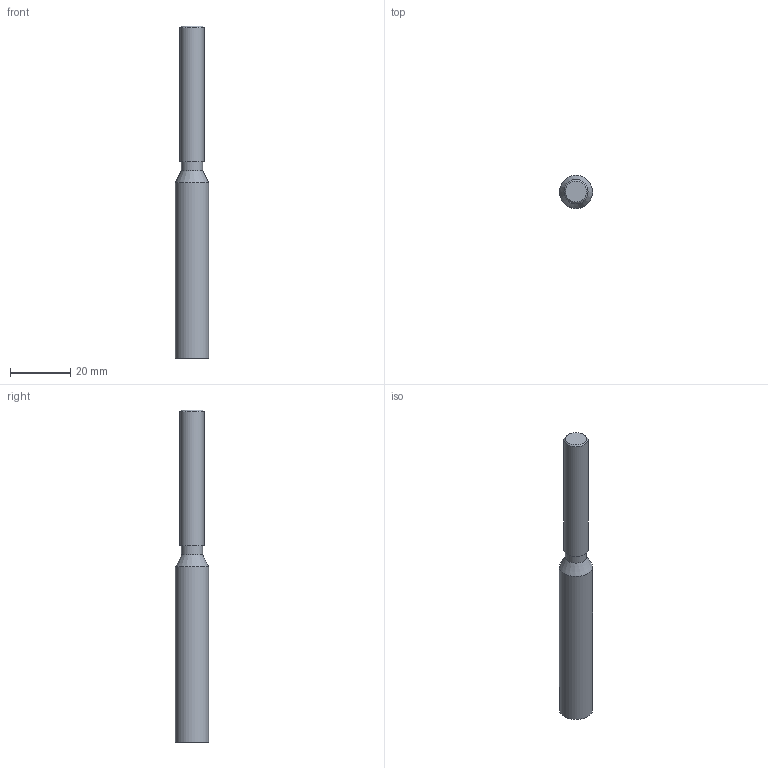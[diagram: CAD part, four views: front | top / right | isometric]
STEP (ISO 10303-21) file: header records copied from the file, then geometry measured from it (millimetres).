
FILE_DESCRIPTION (( 'STEP AP203' ), '1' );
FILE_NAME ('101000808-GR.step', '2023-08-16T14:49:56', ( '' ), ( '' ), 'SwSTEP 2.0', 'SolidWorks 2018', '' );
FILE_SCHEMA (( 'CONFIG_CONTROL_DESIGN' ));
Length unit declared in the file: millimetre
Products named in the file (1): 101000808-GR
Bounding box: 11 x 11 x 110 mm (x, y, z)
Volume: 5391.2 mm3; surface area: 4787.3 mm2
Topology: 1 solids, 1 shells, 270 faces, 700 edges, 466 vertices
Faces by surface type: bspline 141, plane 88, cylinder 37, cone 4
Full cylindrical faces by diameter (mm): 7 x1, 8 x1, 8.3 x1, 11 x1
Entity records: 14480 total; most frequent: CARTESIAN_POINT 8771, ORIENTED_EDGE 1376, DIRECTION 742, EDGE_CURVE 688, VERTEX_POINT 462, EDGE_LOOP 312, VECTOR 302, LINE 302
